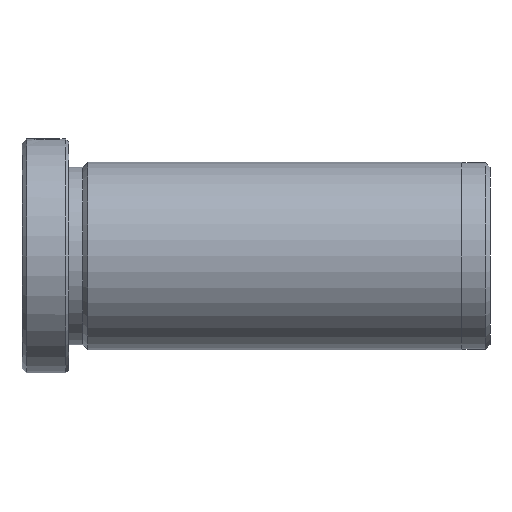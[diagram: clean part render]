
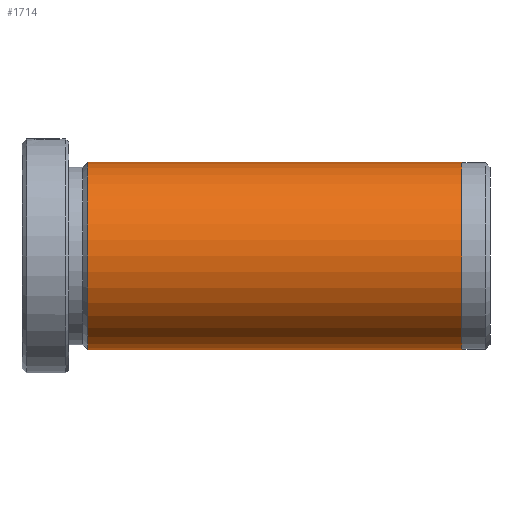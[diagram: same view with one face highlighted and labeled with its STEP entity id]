
A CAD part, left-side view. The second image highlights one B-rep face of the part: STEP entity #1714.
In plain terms, the highlighted cylindrical face has radius 10 mm (diameter 20 mm), a partial arc.
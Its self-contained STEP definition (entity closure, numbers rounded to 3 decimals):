
#32 = DIRECTION ( 'NONE',  ( 0., 0., 1. ) ) ;
#92 = ORIENTED_EDGE ( 'NONE', *, *, #444, .F. ) ;
#153 = LINE ( 'NONE', #256, #844 ) ;
#169 = VERTEX_POINT ( 'NONE', #1538 ) ;
#213 = CIRCLE ( 'NONE', #769, 10. ) ;
#245 = CYLINDRICAL_SURFACE ( 'NONE', #414, 10. ) ;
#256 = CARTESIAN_POINT ( 'NONE',  ( 0., 0., 10. ) ) ;
#263 = CARTESIAN_POINT ( 'NONE',  ( 0., 0., -10. ) ) ;
#302 = DIRECTION ( 'NONE',  ( 0., 1., 0. ) ) ;
#390 = DIRECTION ( 'NONE',  ( 0., 1., 0. ) ) ;
#414 = AXIS2_PLACEMENT_3D ( 'NONE', #1294, #302, #32 ) ;
#444 = EDGE_CURVE ( 'NONE', #1018, #941, #760, .T. ) ;
#466 = EDGE_CURVE ( 'NONE', #169, #1018, #1434, .T. ) ;
#503 = CARTESIAN_POINT ( 'NONE',  ( 0., -7., 10. ) ) ;
#542 = DIRECTION ( 'NONE',  ( 0., 1., 0. ) ) ;
#589 = DIRECTION ( 'NONE',  ( 0., -1., 0. ) ) ;
#662 = AXIS2_PLACEMENT_3D ( 'NONE', #687, #1699, #827 ) ;
#667 = VECTOR ( 'NONE', #542, 1000. ) ;
#687 = CARTESIAN_POINT ( 'NONE',  ( 0., -7., 0. ) ) ;
#760 = CIRCLE ( 'NONE', #662, 10. ) ;
#769 = AXIS2_PLACEMENT_3D ( 'NONE', #1446, #589, #1593 ) ;
#827 = DIRECTION ( 'NONE',  ( 0., 0., 1. ) ) ;
#844 = VECTOR ( 'NONE', #390, 1000. ) ;
#941 = VERTEX_POINT ( 'NONE', #503 ) ;
#1018 = VERTEX_POINT ( 'NONE', #1400 ) ;
#1021 = EDGE_LOOP ( 'NONE', ( #1447, #1358, #1691, #92 ) ) ;
#1145 = EDGE_CURVE ( 'NONE', #1392, #169, #213, .T. ) ;
#1294 = CARTESIAN_POINT ( 'NONE',  ( 0., 0., 0. ) ) ;
#1358 = ORIENTED_EDGE ( 'NONE', *, *, #1145, .F. ) ;
#1373 = FACE_OUTER_BOUND ( 'NONE', #1021, .T. ) ;
#1392 = VERTEX_POINT ( 'NONE', #1451 ) ;
#1400 = CARTESIAN_POINT ( 'NONE',  ( 0., -7., -10. ) ) ;
#1434 = LINE ( 'NONE', #263, #667 ) ;
#1446 = CARTESIAN_POINT ( 'NONE',  ( 0., -47., 0. ) ) ;
#1447 = ORIENTED_EDGE ( 'NONE', *, *, #466, .F. ) ;
#1451 = CARTESIAN_POINT ( 'NONE',  ( 0., -47., 10. ) ) ;
#1538 = CARTESIAN_POINT ( 'NONE',  ( 0., -47., -10. ) ) ;
#1559 = EDGE_CURVE ( 'NONE', #1392, #941, #153, .T. ) ;
#1593 = DIRECTION ( 'NONE',  ( 0., 0., -1. ) ) ;
#1691 = ORIENTED_EDGE ( 'NONE', *, *, #1559, .T. ) ;
#1699 = DIRECTION ( 'NONE',  ( 0., 1., 0. ) ) ;
#1714 = ADVANCED_FACE ( 'NONE', ( #1373 ), #245, .T. ) ;
